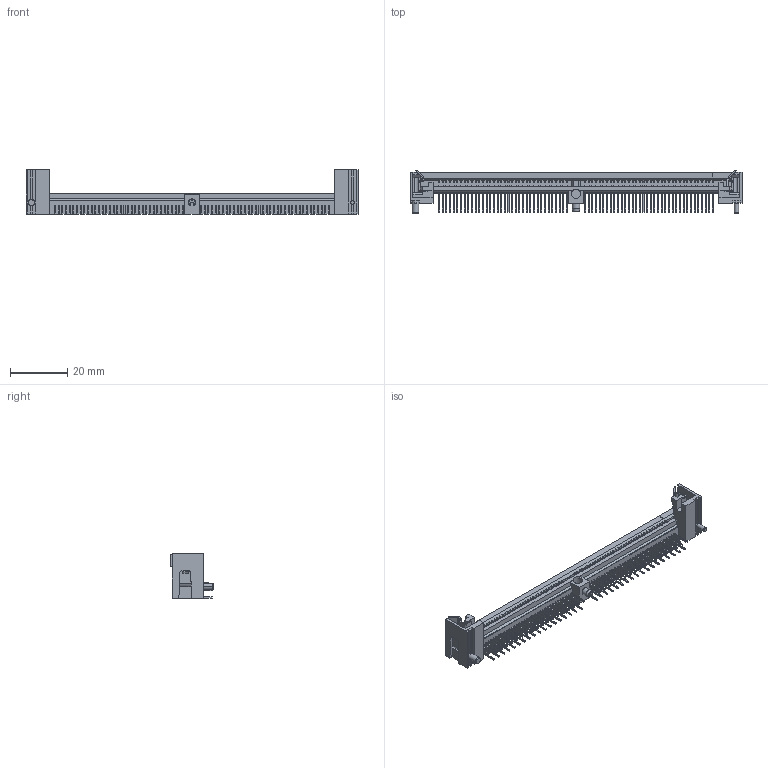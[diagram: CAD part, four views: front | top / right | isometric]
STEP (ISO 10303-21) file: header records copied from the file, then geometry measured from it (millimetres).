
FILE_DESCRIPTION((''),'2;1');
FILE_NAME('C-7-5382486-2','2019-11-04T07:25:08',('workeradm'),('TE Connectivity Ltd.'),'CREO PARAMETRIC BY PTC INC, 2019030','CREO PARAMETRIC BY PTC INC, 2019030','');
FILE_SCHEMA(('AUTOMOTIVE_DESIGN { 1 0 10303 214 1 1 1 1 }'));
Length unit declared in the file: millimetre
Products named in the file (1): C-7-5382486-2
Bounding box: 115.57 x 15.29 x 15.43 mm (x, y, z)
Volume: 6278.5 mm3; surface area: 8044.2 mm2
Topology: 1 solids, 1 shells, 1761 faces, 4917 edges, 3224 vertices
Faces by surface type: plane 1501, cylinder 252, cone 8
Entity records: 56095 total; most frequent: CARTESIAN_POINT 9984, ORIENTED_EDGE 9834, DIRECTION 8959, EDGE_CURVE 4917, VECTOR 4381, LINE 4381, VERTEX_POINT 3224, AXIS2_PLACEMENT_3D 2289
